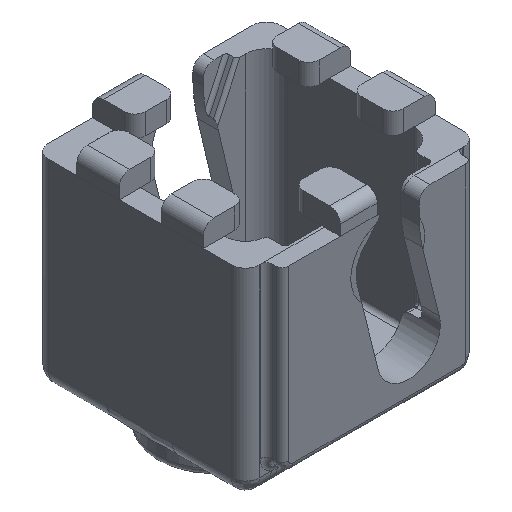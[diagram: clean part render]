
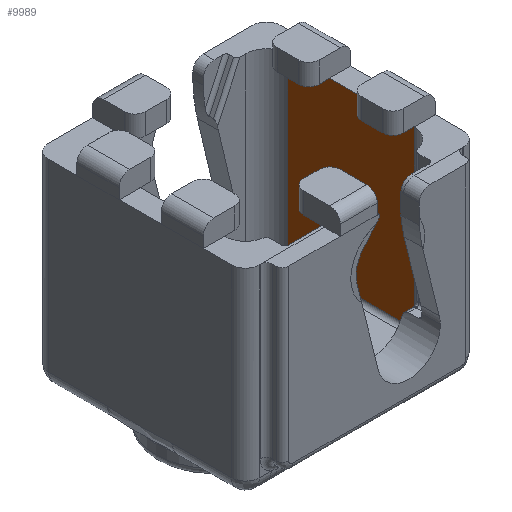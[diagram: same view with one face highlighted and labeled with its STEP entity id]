
A CAD part, isometric view. The second image highlights one B-rep face of the part: STEP entity #9989.
In plain terms, the highlighted planar face has unit normal (-1, 0, 0).
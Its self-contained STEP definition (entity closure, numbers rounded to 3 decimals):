
#2112 = CYLINDRICAL_SURFACE('',#2113,2.);
#2113 = AXIS2_PLACEMENT_3D('',#2114,#2115,#2116);
#2114 = CARTESIAN_POINT('',(16.,2.,0.));
#2115 = DIRECTION('',(0.,0.,1.));
#2116 = DIRECTION('',(0.,-1.,0.));
#5944 = VERTEX_POINT('',#5945);
#5945 = CARTESIAN_POINT('',(18.,2.,0.4));
#5967 = EDGE_CURVE('',#5944,#5968,#5970,.T.);
#5968 = VERTEX_POINT('',#5969);
#5969 = CARTESIAN_POINT('',(18.,2.,17.));
#5970 = SURFACE_CURVE('',#5971,(#5975,#5982),.PCURVE_S1.);
#5971 = LINE('',#5972,#5973);
#5972 = CARTESIAN_POINT('',(18.,2.,0.));
#5973 = VECTOR('',#5974,1.);
#5974 = DIRECTION('',(0.,0.,1.));
#5975 = PCURVE('',#2112,#5976);
#5976 = DEFINITIONAL_REPRESENTATION('',(#5977),#5981);
#5977 = LINE('',#5978,#5979);
#5978 = CARTESIAN_POINT('',(1.571,0.));
#5979 = VECTOR('',#5980,1.);
#5980 = DIRECTION('',(0.,1.));
#5981 = ( GEOMETRIC_REPRESENTATION_CONTEXT(2) 
PARAMETRIC_REPRESENTATION_CONTEXT() REPRESENTATION_CONTEXT('2D SPACE',''
  ) );
#5982 = PCURVE('',#5983,#5988);
#5983 = PLANE('',#5984);
#5984 = AXIS2_PLACEMENT_3D('',#5985,#5986,#5987);
#5985 = CARTESIAN_POINT('',(18.,0.,0.));
#5986 = DIRECTION('',(-1.,0.,0.));
#5987 = DIRECTION('',(0.,1.,0.));
#5988 = DEFINITIONAL_REPRESENTATION('',(#5989),#5993);
#5989 = LINE('',#5990,#5991);
#5990 = CARTESIAN_POINT('',(2.,0.));
#5991 = VECTOR('',#5992,1.);
#5992 = DIRECTION('',(0.,-1.));
#5993 = ( GEOMETRIC_REPRESENTATION_CONTEXT(2) 
PARAMETRIC_REPRESENTATION_CONTEXT() REPRESENTATION_CONTEXT('2D SPACE',''
  ) );
#6459 = CYLINDRICAL_SURFACE('',#6460,0.4);
#6460 = AXIS2_PLACEMENT_3D('',#6461,#6462,#6463);
#6461 = CARTESIAN_POINT('',(17.6,2.,0.4));
#6462 = DIRECTION('',(0.,1.,0.));
#6463 = DIRECTION('',(1.,0.,0.));
#8219 = CYLINDRICAL_SURFACE('',#8220,2.);
#8220 = AXIS2_PLACEMENT_3D('',#8221,#8222,#8223);
#8221 = CARTESIAN_POINT('',(16.,14.,0.));
#8222 = DIRECTION('',(0.,0.,1.));
#8223 = DIRECTION('',(0.,1.,0.));
#9989 = ADVANCED_FACE('',(#9990),#5983,.T.);
#9990 = FACE_BOUND('',#9991,.T.);
#9991 = EDGE_LOOP('',(#9992,#9993,#10021,#10049,#10077,#10100));
#9992 = ORIENTED_EDGE('',*,*,#5967,.T.);
#9993 = ORIENTED_EDGE('',*,*,#9994,.T.);
#9994 = EDGE_CURVE('',#5968,#9995,#9997,.T.);
#9995 = VERTEX_POINT('',#9996);
#9996 = CARTESIAN_POINT('',(18.,6.,17.));
#9997 = SURFACE_CURVE('',#9998,(#10002,#10009),.PCURVE_S1.);
#9998 = LINE('',#9999,#10000);
#9999 = CARTESIAN_POINT('',(18.,0.,17.));
#10000 = VECTOR('',#10001,1.);
#10001 = DIRECTION('',(0.,1.,0.));
#10002 = PCURVE('',#5983,#10003);
#10003 = DEFINITIONAL_REPRESENTATION('',(#10004),#10008);
#10004 = LINE('',#10005,#10006);
#10005 = CARTESIAN_POINT('',(0.,-17.));
#10006 = VECTOR('',#10007,1.);
#10007 = DIRECTION('',(1.,0.));
#10008 = ( GEOMETRIC_REPRESENTATION_CONTEXT(2) 
PARAMETRIC_REPRESENTATION_CONTEXT() REPRESENTATION_CONTEXT('2D SPACE',''
  ) );
#10009 = PCURVE('',#10010,#10015);
#10010 = PLANE('',#10011);
#10011 = AXIS2_PLACEMENT_3D('',#10012,#10013,#10014);
#10012 = CARTESIAN_POINT('',(9.,8.,17.));
#10013 = DIRECTION('',(0.,0.,1.));
#10014 = DIRECTION('',(1.,0.,0.));
#10015 = DEFINITIONAL_REPRESENTATION('',(#10016),#10020);
#10016 = LINE('',#10017,#10018);
#10017 = CARTESIAN_POINT('',(9.,-8.));
#10018 = VECTOR('',#10019,1.);
#10019 = DIRECTION('',(0.,1.));
#10020 = ( GEOMETRIC_REPRESENTATION_CONTEXT(2) 
PARAMETRIC_REPRESENTATION_CONTEXT() REPRESENTATION_CONTEXT('2D SPACE',''
  ) );
#10021 = ORIENTED_EDGE('',*,*,#10022,.T.);
#10022 = EDGE_CURVE('',#9995,#10023,#10025,.T.);
#10023 = VERTEX_POINT('',#10024);
#10024 = CARTESIAN_POINT('',(18.,10.,17.));
#10025 = SURFACE_CURVE('',#10026,(#10030,#10037),.PCURVE_S1.);
#10026 = LINE('',#10027,#10028);
#10027 = CARTESIAN_POINT('',(18.,0.,17.));
#10028 = VECTOR('',#10029,1.);
#10029 = DIRECTION('',(0.,1.,0.));
#10030 = PCURVE('',#5983,#10031);
#10031 = DEFINITIONAL_REPRESENTATION('',(#10032),#10036);
#10032 = LINE('',#10033,#10034);
#10033 = CARTESIAN_POINT('',(0.,-17.));
#10034 = VECTOR('',#10035,1.);
#10035 = DIRECTION('',(1.,0.));
#10036 = ( GEOMETRIC_REPRESENTATION_CONTEXT(2) 
PARAMETRIC_REPRESENTATION_CONTEXT() REPRESENTATION_CONTEXT('2D SPACE',''
  ) );
#10037 = PCURVE('',#10038,#10043);
#10038 = PLANE('',#10039);
#10039 = AXIS2_PLACEMENT_3D('',#10040,#10041,#10042);
#10040 = CARTESIAN_POINT('',(9.,8.,17.));
#10041 = DIRECTION('',(-0.,-0.,-1.));
#10042 = DIRECTION('',(-1.,0.,0.));
#10043 = DEFINITIONAL_REPRESENTATION('',(#10044),#10048);
#10044 = LINE('',#10045,#10046);
#10045 = CARTESIAN_POINT('',(-9.,-8.));
#10046 = VECTOR('',#10047,1.);
#10047 = DIRECTION('',(0.,1.));
#10048 = ( GEOMETRIC_REPRESENTATION_CONTEXT(2) 
PARAMETRIC_REPRESENTATION_CONTEXT() REPRESENTATION_CONTEXT('2D SPACE',''
  ) );
#10049 = ORIENTED_EDGE('',*,*,#10050,.T.);
#10050 = EDGE_CURVE('',#10023,#10051,#10053,.T.);
#10051 = VERTEX_POINT('',#10052);
#10052 = CARTESIAN_POINT('',(18.,14.,17.));
#10053 = SURFACE_CURVE('',#10054,(#10058,#10065),.PCURVE_S1.);
#10054 = LINE('',#10055,#10056);
#10055 = CARTESIAN_POINT('',(18.,0.,17.));
#10056 = VECTOR('',#10057,1.);
#10057 = DIRECTION('',(0.,1.,0.));
#10058 = PCURVE('',#5983,#10059);
#10059 = DEFINITIONAL_REPRESENTATION('',(#10060),#10064);
#10060 = LINE('',#10061,#10062);
#10061 = CARTESIAN_POINT('',(0.,-17.));
#10062 = VECTOR('',#10063,1.);
#10063 = DIRECTION('',(1.,0.));
#10064 = ( GEOMETRIC_REPRESENTATION_CONTEXT(2) 
PARAMETRIC_REPRESENTATION_CONTEXT() REPRESENTATION_CONTEXT('2D SPACE',''
  ) );
#10065 = PCURVE('',#10066,#10071);
#10066 = PLANE('',#10067);
#10067 = AXIS2_PLACEMENT_3D('',#10068,#10069,#10070);
#10068 = CARTESIAN_POINT('',(9.,8.,17.));
#10069 = DIRECTION('',(0.,0.,1.));
#10070 = DIRECTION('',(1.,0.,0.));
#10071 = DEFINITIONAL_REPRESENTATION('',(#10072),#10076);
#10072 = LINE('',#10073,#10074);
#10073 = CARTESIAN_POINT('',(9.,-8.));
#10074 = VECTOR('',#10075,1.);
#10075 = DIRECTION('',(0.,1.));
#10076 = ( GEOMETRIC_REPRESENTATION_CONTEXT(2) 
PARAMETRIC_REPRESENTATION_CONTEXT() REPRESENTATION_CONTEXT('2D SPACE',''
  ) );
#10077 = ORIENTED_EDGE('',*,*,#10078,.F.);
#10078 = EDGE_CURVE('',#10079,#10051,#10081,.T.);
#10079 = VERTEX_POINT('',#10080);
#10080 = CARTESIAN_POINT('',(18.,14.,0.4));
#10081 = SURFACE_CURVE('',#10082,(#10086,#10093),.PCURVE_S1.);
#10082 = LINE('',#10083,#10084);
#10083 = CARTESIAN_POINT('',(18.,14.,0.));
#10084 = VECTOR('',#10085,1.);
#10085 = DIRECTION('',(0.,0.,1.));
#10086 = PCURVE('',#5983,#10087);
#10087 = DEFINITIONAL_REPRESENTATION('',(#10088),#10092);
#10088 = LINE('',#10089,#10090);
#10089 = CARTESIAN_POINT('',(14.,0.));
#10090 = VECTOR('',#10091,1.);
#10091 = DIRECTION('',(0.,-1.));
#10092 = ( GEOMETRIC_REPRESENTATION_CONTEXT(2) 
PARAMETRIC_REPRESENTATION_CONTEXT() REPRESENTATION_CONTEXT('2D SPACE',''
  ) );
#10093 = PCURVE('',#8219,#10094);
#10094 = DEFINITIONAL_REPRESENTATION('',(#10095),#10099);
#10095 = LINE('',#10096,#10097);
#10096 = CARTESIAN_POINT('',(4.712,0.));
#10097 = VECTOR('',#10098,1.);
#10098 = DIRECTION('',(-0.,1.));
#10099 = ( GEOMETRIC_REPRESENTATION_CONTEXT(2) 
PARAMETRIC_REPRESENTATION_CONTEXT() REPRESENTATION_CONTEXT('2D SPACE',''
  ) );
#10100 = ORIENTED_EDGE('',*,*,#10101,.F.);
#10101 = EDGE_CURVE('',#5944,#10079,#10102,.T.);
#10102 = SURFACE_CURVE('',#10103,(#10107,#10114),.PCURVE_S1.);
#10103 = LINE('',#10104,#10105);
#10104 = CARTESIAN_POINT('',(18.,2.,0.4));
#10105 = VECTOR('',#10106,1.);
#10106 = DIRECTION('',(0.,1.,0.));
#10107 = PCURVE('',#5983,#10108);
#10108 = DEFINITIONAL_REPRESENTATION('',(#10109),#10113);
#10109 = LINE('',#10110,#10111);
#10110 = CARTESIAN_POINT('',(2.,-0.4));
#10111 = VECTOR('',#10112,1.);
#10112 = DIRECTION('',(1.,0.));
#10113 = ( GEOMETRIC_REPRESENTATION_CONTEXT(2) 
PARAMETRIC_REPRESENTATION_CONTEXT() REPRESENTATION_CONTEXT('2D SPACE',''
  ) );
#10114 = PCURVE('',#6459,#10115);
#10115 = DEFINITIONAL_REPRESENTATION('',(#10116),#10120);
#10116 = LINE('',#10117,#10118);
#10117 = CARTESIAN_POINT('',(0.,0.));
#10118 = VECTOR('',#10119,1.);
#10119 = DIRECTION('',(0.,1.));
#10120 = ( GEOMETRIC_REPRESENTATION_CONTEXT(2) 
PARAMETRIC_REPRESENTATION_CONTEXT() REPRESENTATION_CONTEXT('2D SPACE',''
  ) );
